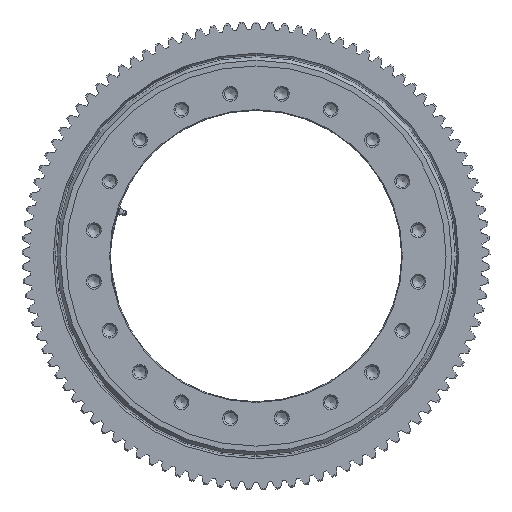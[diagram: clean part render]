
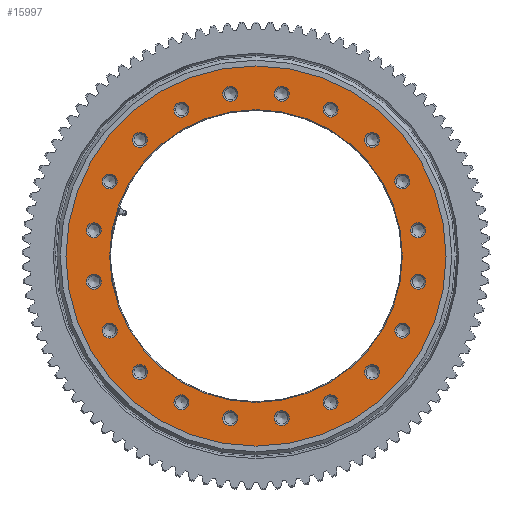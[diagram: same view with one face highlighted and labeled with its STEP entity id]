
A CAD part, front view. The second image highlights one B-rep face of the part: STEP entity #15997.
In plain terms, the highlighted planar face has unit normal (0, -1, 0).
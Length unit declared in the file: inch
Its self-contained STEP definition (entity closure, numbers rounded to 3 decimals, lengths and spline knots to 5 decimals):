
#326=PLANE('',#17041);
#354=FACE_BOUND('',#2531,.T.);
#355=FACE_BOUND('',#2532,.T.);
#356=FACE_BOUND('',#2533,.T.);
#357=FACE_BOUND('',#2534,.T.);
#358=FACE_BOUND('',#2535,.T.);
#359=FACE_BOUND('',#2536,.T.);
#360=FACE_BOUND('',#2537,.T.);
#361=FACE_BOUND('',#2538,.T.);
#362=FACE_BOUND('',#2539,.T.);
#363=FACE_BOUND('',#2540,.T.);
#364=FACE_BOUND('',#2541,.T.);
#365=FACE_BOUND('',#2542,.T.);
#366=FACE_BOUND('',#2543,.T.);
#367=FACE_BOUND('',#2544,.T.);
#368=FACE_BOUND('',#2545,.T.);
#369=FACE_BOUND('',#2546,.T.);
#370=FACE_BOUND('',#2547,.T.);
#371=FACE_BOUND('',#2548,.T.);
#372=FACE_BOUND('',#2549,.T.);
#373=FACE_BOUND('',#2550,.T.);
#374=FACE_BOUND('',#2551,.T.);
#1590=FACE_OUTER_BOUND('',#2530,.T.);
#2530=EDGE_LOOP('',(#10426));
#2531=EDGE_LOOP('',(#10427));
#2532=EDGE_LOOP('',(#10428));
#2533=EDGE_LOOP('',(#10429));
#2534=EDGE_LOOP('',(#10430));
#2535=EDGE_LOOP('',(#10431));
#2536=EDGE_LOOP('',(#10432));
#2537=EDGE_LOOP('',(#10433));
#2538=EDGE_LOOP('',(#10434));
#2539=EDGE_LOOP('',(#10435));
#2540=EDGE_LOOP('',(#10436));
#2541=EDGE_LOOP('',(#10437));
#2542=EDGE_LOOP('',(#10438));
#2543=EDGE_LOOP('',(#10439));
#2544=EDGE_LOOP('',(#10440));
#2545=EDGE_LOOP('',(#10441));
#2546=EDGE_LOOP('',(#10442));
#2547=EDGE_LOOP('',(#10443));
#2548=EDGE_LOOP('',(#10444));
#2549=EDGE_LOOP('',(#10445));
#2550=EDGE_LOOP('',(#10446));
#2551=EDGE_LOOP('',(#10447));
#4657=CIRCLE('',#17035,6.405);
#4662=CIRCLE('',#17042,8.32);
#4663=CIRCLE('',#17043,0.3275);
#4664=CIRCLE('',#17044,0.3275);
#4665=CIRCLE('',#17045,0.3275);
#4666=CIRCLE('',#17046,0.3275);
#4667=CIRCLE('',#17047,0.3275);
#4668=CIRCLE('',#17048,0.3275);
#4669=CIRCLE('',#17049,0.3275);
#4670=CIRCLE('',#17050,0.3275);
#4671=CIRCLE('',#17051,0.3275);
#4672=CIRCLE('',#17052,0.3275);
#4673=CIRCLE('',#17053,0.3275);
#4674=CIRCLE('',#17054,0.3275);
#4675=CIRCLE('',#17055,0.3275);
#4676=CIRCLE('',#17056,0.3275);
#4677=CIRCLE('',#17057,0.3275);
#4678=CIRCLE('',#17058,0.3275);
#4679=CIRCLE('',#17059,0.3275);
#4680=CIRCLE('',#17060,0.3275);
#4681=CIRCLE('',#17061,0.3275);
#4682=CIRCLE('',#17062,0.3275);
#6013=VERTEX_POINT('',#24510);
#6020=VERTEX_POINT('',#24562);
#6021=VERTEX_POINT('',#24564);
#6022=VERTEX_POINT('',#24566);
#6023=VERTEX_POINT('',#24568);
#6024=VERTEX_POINT('',#24570);
#6025=VERTEX_POINT('',#24572);
#6026=VERTEX_POINT('',#24574);
#6027=VERTEX_POINT('',#24576);
#6028=VERTEX_POINT('',#24578);
#6029=VERTEX_POINT('',#24580);
#6030=VERTEX_POINT('',#24582);
#6031=VERTEX_POINT('',#24584);
#6032=VERTEX_POINT('',#24586);
#6033=VERTEX_POINT('',#24588);
#6034=VERTEX_POINT('',#24590);
#6035=VERTEX_POINT('',#24592);
#6036=VERTEX_POINT('',#24594);
#6037=VERTEX_POINT('',#24596);
#6038=VERTEX_POINT('',#24598);
#6039=VERTEX_POINT('',#24600);
#6040=VERTEX_POINT('',#24602);
#7772=EDGE_CURVE('',#6013,#6013,#4657,.T.);
#7781=EDGE_CURVE('',#6020,#6020,#4662,.T.);
#7782=EDGE_CURVE('',#6021,#6021,#4663,.T.);
#7783=EDGE_CURVE('',#6022,#6022,#4664,.T.);
#7784=EDGE_CURVE('',#6023,#6023,#4665,.T.);
#7785=EDGE_CURVE('',#6024,#6024,#4666,.T.);
#7786=EDGE_CURVE('',#6025,#6025,#4667,.T.);
#7787=EDGE_CURVE('',#6026,#6026,#4668,.T.);
#7788=EDGE_CURVE('',#6027,#6027,#4669,.T.);
#7789=EDGE_CURVE('',#6028,#6028,#4670,.T.);
#7790=EDGE_CURVE('',#6029,#6029,#4671,.T.);
#7791=EDGE_CURVE('',#6030,#6030,#4672,.T.);
#7792=EDGE_CURVE('',#6031,#6031,#4673,.T.);
#7793=EDGE_CURVE('',#6032,#6032,#4674,.T.);
#7794=EDGE_CURVE('',#6033,#6033,#4675,.T.);
#7795=EDGE_CURVE('',#6034,#6034,#4676,.T.);
#7796=EDGE_CURVE('',#6035,#6035,#4677,.T.);
#7797=EDGE_CURVE('',#6036,#6036,#4678,.T.);
#7798=EDGE_CURVE('',#6037,#6037,#4679,.T.);
#7799=EDGE_CURVE('',#6038,#6038,#4680,.T.);
#7800=EDGE_CURVE('',#6039,#6039,#4681,.T.);
#7801=EDGE_CURVE('',#6040,#6040,#4682,.T.);
#10426=ORIENTED_EDGE('',*,*,#7781,.F.);
#10427=ORIENTED_EDGE('',*,*,#7782,.T.);
#10428=ORIENTED_EDGE('',*,*,#7783,.T.);
#10429=ORIENTED_EDGE('',*,*,#7784,.T.);
#10430=ORIENTED_EDGE('',*,*,#7785,.T.);
#10431=ORIENTED_EDGE('',*,*,#7786,.T.);
#10432=ORIENTED_EDGE('',*,*,#7787,.T.);
#10433=ORIENTED_EDGE('',*,*,#7788,.T.);
#10434=ORIENTED_EDGE('',*,*,#7789,.T.);
#10435=ORIENTED_EDGE('',*,*,#7790,.T.);
#10436=ORIENTED_EDGE('',*,*,#7791,.T.);
#10437=ORIENTED_EDGE('',*,*,#7792,.T.);
#10438=ORIENTED_EDGE('',*,*,#7793,.T.);
#10439=ORIENTED_EDGE('',*,*,#7794,.T.);
#10440=ORIENTED_EDGE('',*,*,#7795,.T.);
#10441=ORIENTED_EDGE('',*,*,#7796,.T.);
#10442=ORIENTED_EDGE('',*,*,#7797,.T.);
#10443=ORIENTED_EDGE('',*,*,#7798,.T.);
#10444=ORIENTED_EDGE('',*,*,#7799,.T.);
#10445=ORIENTED_EDGE('',*,*,#7800,.T.);
#10446=ORIENTED_EDGE('',*,*,#7801,.T.);
#10447=ORIENTED_EDGE('',*,*,#7772,.F.);
#15997=ADVANCED_FACE('',(#1590,#354,#355,#356,#357,#358,#359,#360,#361,
#362,#363,#364,#365,#366,#367,#368,#369,#370,#371,#372,#373,#374),#326,
 .T.);
#17035=AXIS2_PLACEMENT_3D('',#24511,#19341,#19342);
#17041=AXIS2_PLACEMENT_3D('',#24561,#19355,#19356);
#17042=AXIS2_PLACEMENT_3D('',#24563,#19357,#19358);
#17043=AXIS2_PLACEMENT_3D('',#24565,#19359,#19360);
#17044=AXIS2_PLACEMENT_3D('',#24567,#19361,#19362);
#17045=AXIS2_PLACEMENT_3D('',#24569,#19363,#19364);
#17046=AXIS2_PLACEMENT_3D('',#24571,#19365,#19366);
#17047=AXIS2_PLACEMENT_3D('',#24573,#19367,#19368);
#17048=AXIS2_PLACEMENT_3D('',#24575,#19369,#19370);
#17049=AXIS2_PLACEMENT_3D('',#24577,#19371,#19372);
#17050=AXIS2_PLACEMENT_3D('',#24579,#19373,#19374);
#17051=AXIS2_PLACEMENT_3D('',#24581,#19375,#19376);
#17052=AXIS2_PLACEMENT_3D('',#24583,#19377,#19378);
#17053=AXIS2_PLACEMENT_3D('',#24585,#19379,#19380);
#17054=AXIS2_PLACEMENT_3D('',#24587,#19381,#19382);
#17055=AXIS2_PLACEMENT_3D('',#24589,#19383,#19384);
#17056=AXIS2_PLACEMENT_3D('',#24591,#19385,#19386);
#17057=AXIS2_PLACEMENT_3D('',#24593,#19387,#19388);
#17058=AXIS2_PLACEMENT_3D('',#24595,#19389,#19390);
#17059=AXIS2_PLACEMENT_3D('',#24597,#19391,#19392);
#17060=AXIS2_PLACEMENT_3D('',#24599,#19393,#19394);
#17061=AXIS2_PLACEMENT_3D('',#24601,#19395,#19396);
#17062=AXIS2_PLACEMENT_3D('',#24603,#19397,#19398);
#19341=DIRECTION('center_axis',(0.,-1.,0.));
#19342=DIRECTION('ref_axis',(1.,0.,0.));
#19355=DIRECTION('center_axis',(0.,-1.,0.));
#19356=DIRECTION('ref_axis',(0.,0.,-1.));
#19357=DIRECTION('center_axis',(0.,1.,0.));
#19358=DIRECTION('ref_axis',(-1.,0.,0.));
#19359=DIRECTION('center_axis',(0.,1.,0.));
#19360=DIRECTION('ref_axis',(1.,0.,0.));
#19361=DIRECTION('center_axis',(0.,1.,0.));
#19362=DIRECTION('ref_axis',(0.951,0.,-0.309));
#19363=DIRECTION('center_axis',(0.,1.,0.));
#19364=DIRECTION('ref_axis',(0.809,0.,-0.588));
#19365=DIRECTION('center_axis',(0.,1.,0.));
#19366=DIRECTION('ref_axis',(0.588,0.,-0.809));
#19367=DIRECTION('center_axis',(0.,1.,0.));
#19368=DIRECTION('ref_axis',(0.309,0.,-0.951));
#19369=DIRECTION('center_axis',(0.,1.,0.));
#19370=DIRECTION('ref_axis',(0.,0.,-1.));
#19371=DIRECTION('center_axis',(0.,1.,0.));
#19372=DIRECTION('ref_axis',(-0.309,0.,-0.951));
#19373=DIRECTION('center_axis',(0.,1.,0.));
#19374=DIRECTION('ref_axis',(-0.588,0.,-0.809));
#19375=DIRECTION('center_axis',(0.,1.,0.));
#19376=DIRECTION('ref_axis',(-0.809,0.,-0.588));
#19377=DIRECTION('center_axis',(0.,1.,0.));
#19378=DIRECTION('ref_axis',(-0.951,0.,-0.309));
#19379=DIRECTION('center_axis',(0.,1.,0.));
#19380=DIRECTION('ref_axis',(-1.,0.,0.));
#19381=DIRECTION('center_axis',(0.,1.,0.));
#19382=DIRECTION('ref_axis',(-0.951,0.,0.309));
#19383=DIRECTION('center_axis',(0.,1.,0.));
#19384=DIRECTION('ref_axis',(-0.809,0.,0.588));
#19385=DIRECTION('center_axis',(0.,1.,0.));
#19386=DIRECTION('ref_axis',(-0.588,0.,0.809));
#19387=DIRECTION('center_axis',(0.,1.,0.));
#19388=DIRECTION('ref_axis',(-0.309,0.,0.951));
#19389=DIRECTION('center_axis',(0.,1.,0.));
#19390=DIRECTION('ref_axis',(0.,0.,1.));
#19391=DIRECTION('center_axis',(0.,1.,0.));
#19392=DIRECTION('ref_axis',(0.309,0.,0.951));
#19393=DIRECTION('center_axis',(0.,1.,0.));
#19394=DIRECTION('ref_axis',(0.588,0.,0.809));
#19395=DIRECTION('center_axis',(0.,1.,0.));
#19396=DIRECTION('ref_axis',(0.809,0.,0.588));
#19397=DIRECTION('center_axis',(0.,1.,0.));
#19398=DIRECTION('ref_axis',(0.951,0.,0.309));
#24510=CARTESIAN_POINT('',(-6.405,-1.031,0.));
#24511=CARTESIAN_POINT('Origin',(0.,-1.031,0.));
#24561=CARTESIAN_POINT('Origin',(-7.3475,-1.031,0.));
#24562=CARTESIAN_POINT('',(8.32,-1.031,0.));
#24563=CARTESIAN_POINT('Origin',(0.,-1.031,0.));
#24564=CARTESIAN_POINT('',(-7.42651,-1.031,-1.12437));
#24565=CARTESIAN_POINT('Origin',(-7.09901,-1.031,-1.12437));
#24566=CARTESIAN_POINT('',(-7.41048,-1.031,1.22558));
#24567=CARTESIAN_POINT('Origin',(-7.09901,-1.031,1.12437));
#24568=CARTESIAN_POINT('',(-6.66906,-1.031,3.45556));
#24569=CARTESIAN_POINT('Origin',(-6.40411,-1.031,3.26306));
#24570=CARTESIAN_POINT('',(-5.27483,-1.031,5.34728));
#24571=CARTESIAN_POINT('Origin',(-5.08233,-1.031,5.08233));
#24572=CARTESIAN_POINT('',(-3.36426,-1.031,6.71558));
#24573=CARTESIAN_POINT('Origin',(-3.26306,-1.031,6.40411));
#24574=CARTESIAN_POINT('',(-1.12437,-1.031,7.42651));
#24575=CARTESIAN_POINT('Origin',(-1.12437,-1.031,7.09901));
#24576=CARTESIAN_POINT('',(1.22558,-1.031,7.41048));
#24577=CARTESIAN_POINT('Origin',(1.12437,-1.031,7.09901));
#24578=CARTESIAN_POINT('',(3.45556,-1.031,6.66906));
#24579=CARTESIAN_POINT('Origin',(3.26306,-1.031,6.40411));
#24580=CARTESIAN_POINT('',(5.34728,-1.031,5.27483));
#24581=CARTESIAN_POINT('Origin',(5.08233,-1.031,5.08233));
#24582=CARTESIAN_POINT('',(6.71558,-1.031,3.36426));
#24583=CARTESIAN_POINT('Origin',(6.40411,-1.031,3.26306));
#24584=CARTESIAN_POINT('',(7.42651,-1.031,1.12437));
#24585=CARTESIAN_POINT('Origin',(7.09901,-1.031,1.12437));
#24586=CARTESIAN_POINT('',(7.41048,-1.031,-1.22558));
#24587=CARTESIAN_POINT('Origin',(7.09901,-1.031,-1.12437));
#24588=CARTESIAN_POINT('',(6.66906,-1.031,-3.45556));
#24589=CARTESIAN_POINT('Origin',(6.40411,-1.031,-3.26306));
#24590=CARTESIAN_POINT('',(5.27483,-1.031,-5.34728));
#24591=CARTESIAN_POINT('Origin',(5.08233,-1.031,-5.08233));
#24592=CARTESIAN_POINT('',(3.36426,-1.031,-6.71558));
#24593=CARTESIAN_POINT('Origin',(3.26306,-1.031,-6.40411));
#24594=CARTESIAN_POINT('',(1.12437,-1.031,-7.42651));
#24595=CARTESIAN_POINT('Origin',(1.12437,-1.031,-7.09901));
#24596=CARTESIAN_POINT('',(-1.22558,-1.031,-7.41048));
#24597=CARTESIAN_POINT('Origin',(-1.12437,-1.031,-7.09901));
#24598=CARTESIAN_POINT('',(-3.45556,-1.031,-6.66906));
#24599=CARTESIAN_POINT('Origin',(-3.26306,-1.031,-6.40411));
#24600=CARTESIAN_POINT('',(-5.34728,-1.031,-5.27483));
#24601=CARTESIAN_POINT('Origin',(-5.08233,-1.031,-5.08233));
#24602=CARTESIAN_POINT('',(-6.71558,-1.031,-3.36426));
#24603=CARTESIAN_POINT('Origin',(-6.40411,-1.031,-3.26306));
